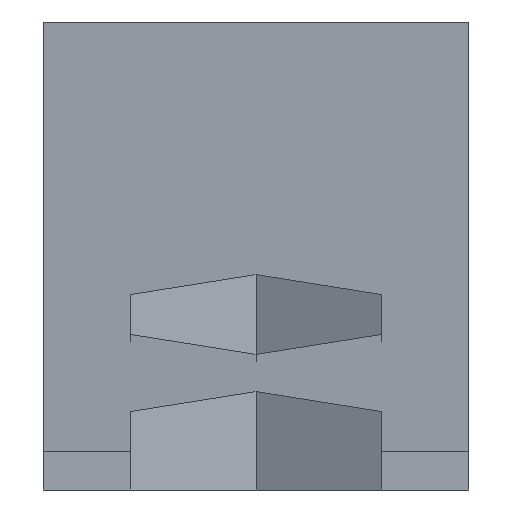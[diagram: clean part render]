
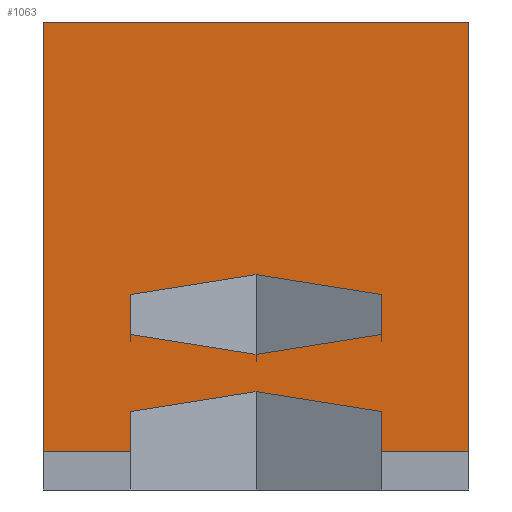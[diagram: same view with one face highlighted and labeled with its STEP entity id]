
A CAD part, left-side view. The second image highlights one B-rep face of the part: STEP entity #1063.
In plain terms, the highlighted planar face has unit normal (-0.265, 0, 0.964).
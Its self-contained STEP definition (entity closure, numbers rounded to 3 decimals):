
#41=FACE_BOUND('',#188,.T.);
#113=FACE_OUTER_BOUND('',#187,.T.);
#187=EDGE_LOOP('',(#919,#920,#921,#922,#923,#924,#925,#926,#927));
#188=EDGE_LOOP('',(#928,#929,#930,#931,#932,#933));
#212=LINE('',#1444,#335);
#214=LINE('',#1450,#337);
#224=LINE('',#1480,#347);
#228=LINE('',#1488,#351);
#231=LINE('',#1494,#354);
#234=LINE('',#1500,#357);
#237=LINE('',#1506,#360);
#240=LINE('',#1511,#363);
#242=LINE('',#1518,#365);
#244=LINE('',#1522,#367);
#246=LINE('',#1526,#369);
#248=LINE('',#1529,#371);
#325=LINE('',#1697,#448);
#330=LINE('',#1710,#453);
#331=LINE('',#1718,#454);
#335=VECTOR('',#1173,10.);
#337=VECTOR('',#1177,10.);
#347=VECTOR('',#1201,10.);
#351=VECTOR('',#1207,10.);
#354=VECTOR('',#1212,10.);
#357=VECTOR('',#1217,10.);
#360=VECTOR('',#1222,10.);
#363=VECTOR('',#1227,10.);
#365=VECTOR('',#1235,10.);
#367=VECTOR('',#1239,10.);
#369=VECTOR('',#1243,10.);
#371=VECTOR('',#1247,10.);
#448=VECTOR('',#1392,10.);
#453=VECTOR('',#1405,10.);
#454=VECTOR('',#1414,10.);
#455=VERTEX_POINT('',#1437);
#458=VERTEX_POINT('',#1442);
#459=VERTEX_POINT('',#1446);
#461=VERTEX_POINT('',#1449);
#473=VERTEX_POINT('',#1478);
#474=VERTEX_POINT('',#1479);
#477=VERTEX_POINT('',#1487);
#479=VERTEX_POINT('',#1493);
#481=VERTEX_POINT('',#1499);
#483=VERTEX_POINT('',#1505);
#486=VERTEX_POINT('',#1517);
#487=VERTEX_POINT('',#1521);
#488=VERTEX_POINT('',#1525);
#545=VERTEX_POINT('',#1696);
#549=VERTEX_POINT('',#1708);
#556=EDGE_CURVE('',#455,#458,#212,.T.);
#558=EDGE_CURVE('',#461,#459,#214,.T.);
#573=EDGE_CURVE('',#473,#474,#224,.T.);
#577=EDGE_CURVE('',#474,#477,#228,.T.);
#580=EDGE_CURVE('',#477,#479,#231,.T.);
#583=EDGE_CURVE('',#479,#481,#234,.T.);
#586=EDGE_CURVE('',#483,#473,#237,.T.);
#589=EDGE_CURVE('',#481,#483,#240,.T.);
#592=EDGE_CURVE('',#459,#486,#242,.T.);
#594=EDGE_CURVE('',#486,#487,#244,.T.);
#596=EDGE_CURVE('',#488,#455,#246,.T.);
#598=EDGE_CURVE('',#487,#488,#248,.T.);
#679=EDGE_CURVE('',#461,#545,#325,.T.);
#687=EDGE_CURVE('',#549,#458,#330,.T.);
#691=EDGE_CURVE('',#545,#549,#331,.T.);
#919=ORIENTED_EDGE('',*,*,#558,.T.);
#920=ORIENTED_EDGE('',*,*,#592,.T.);
#921=ORIENTED_EDGE('',*,*,#594,.T.);
#922=ORIENTED_EDGE('',*,*,#598,.T.);
#923=ORIENTED_EDGE('',*,*,#596,.T.);
#924=ORIENTED_EDGE('',*,*,#556,.T.);
#925=ORIENTED_EDGE('',*,*,#687,.F.);
#926=ORIENTED_EDGE('',*,*,#691,.F.);
#927=ORIENTED_EDGE('',*,*,#679,.F.);
#928=ORIENTED_EDGE('',*,*,#583,.T.);
#929=ORIENTED_EDGE('',*,*,#589,.T.);
#930=ORIENTED_EDGE('',*,*,#586,.T.);
#931=ORIENTED_EDGE('',*,*,#573,.T.);
#932=ORIENTED_EDGE('',*,*,#577,.T.);
#933=ORIENTED_EDGE('',*,*,#580,.T.);
#1015=PLANE('',#1155);
#1063=ADVANCED_FACE('',(#113,#41),#1015,.F.);
#1155=AXIS2_PLACEMENT_3D('',#1717,#1412,#1413);
#1173=DIRECTION('',(0.,-1.,0.));
#1177=DIRECTION('',(0.,-1.,0.));
#1201=DIRECTION('',(-0.495,0.858,-0.136));
#1207=DIRECTION('',(0.495,0.858,0.136));
#1212=DIRECTION('',(0.964,0.,0.265));
#1217=DIRECTION('',(0.495,-0.858,0.136));
#1222=DIRECTION('',(-0.964,0.,-0.265));
#1227=DIRECTION('',(-0.495,-0.858,-0.136));
#1235=DIRECTION('',(0.964,0.,0.265));
#1239=DIRECTION('',(0.495,-0.858,0.136));
#1243=DIRECTION('',(-0.964,0.,-0.265));
#1247=DIRECTION('',(-0.495,-0.858,-0.136));
#1392=DIRECTION('',(0.964,0.,0.265));
#1405=DIRECTION('',(-0.964,0.,-0.265));
#1412=DIRECTION('center_axis',(0.265,0.,-0.964));
#1413=DIRECTION('ref_axis',(-0.964,0.,-0.265));
#1414=DIRECTION('',(0.,-1.,0.));
#1437=CARTESIAN_POINT('',(3.297,2.05,0.907));
#1442=CARTESIAN_POINT('',(3.297,0.,0.907));
#1444=CARTESIAN_POINT('',(3.297,0.,0.907));
#1446=CARTESIAN_POINT('',(3.297,7.95,0.907));
#1449=CARTESIAN_POINT('',(3.297,10.,0.907));
#1450=CARTESIAN_POINT('',(3.297,0.,0.907));
#1478=CARTESIAN_POINT('',(13.297,2.05,3.657));
#1479=CARTESIAN_POINT('',(11.594,5.,3.188));
#1480=CARTESIAN_POINT('',(17.504,-5.237,4.814));
#1487=CARTESIAN_POINT('',(13.297,7.95,3.657));
#1488=CARTESIAN_POINT('',(14.543,10.109,3.999));
#1493=CARTESIAN_POINT('',(16.703,7.95,4.593));
#1494=CARTESIAN_POINT('',(27.587,7.95,7.586));
#1499=CARTESIAN_POINT('',(18.406,5.,5.062));
#1500=CARTESIAN_POINT('',(21.683,-0.675,5.963));
#1505=CARTESIAN_POINT('',(16.703,2.05,4.593));
#1506=CARTESIAN_POINT('',(29.171,2.05,8.022));
#1511=CARTESIAN_POINT('',(20.394,8.442,5.608));
#1517=CARTESIAN_POINT('',(6.703,7.95,1.843));
#1518=CARTESIAN_POINT('',(22.939,7.95,6.308));
#1521=CARTESIAN_POINT('',(8.406,5.,2.312));
#1522=CARTESIAN_POINT('',(13.095,-3.121,3.601));
#1525=CARTESIAN_POINT('',(6.703,2.05,1.843));
#1526=CARTESIAN_POINT('',(24.522,2.05,6.744));
#1529=CARTESIAN_POINT('',(11.806,10.888,3.247));
#1696=CARTESIAN_POINT('',(40.,10.,11.));
#1697=CARTESIAN_POINT('',(97.629,10.,26.848));
#1708=CARTESIAN_POINT('',(40.,0.,11.));
#1710=CARTESIAN_POINT('',(20.,0.,5.5));
#1717=CARTESIAN_POINT('Origin',(40.,0.,11.));
#1718=CARTESIAN_POINT('',(40.,2.5,11.));
